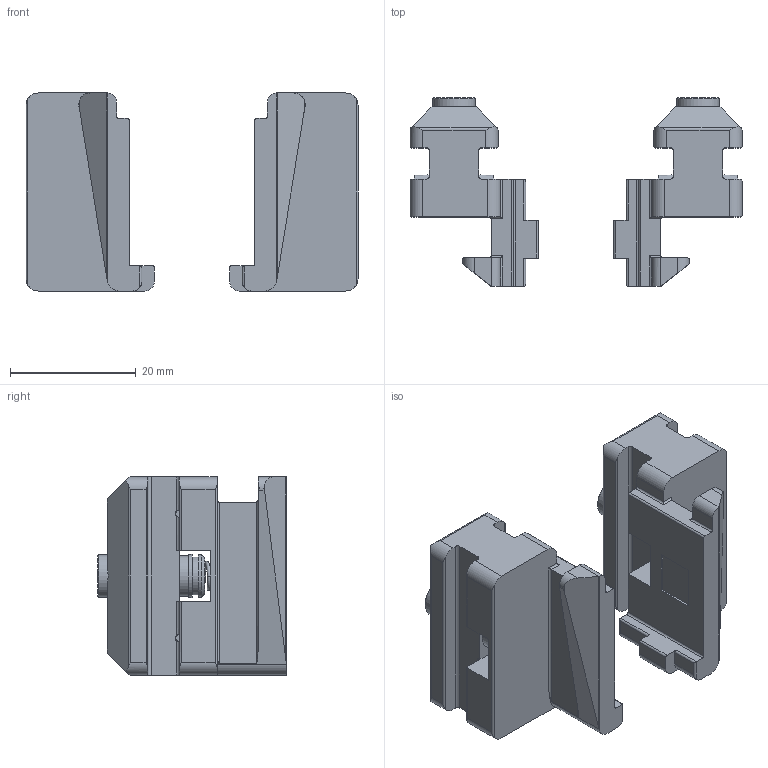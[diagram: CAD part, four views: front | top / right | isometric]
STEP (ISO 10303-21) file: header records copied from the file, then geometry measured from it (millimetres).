
FILE_DESCRIPTION(/* description */ ('STEP AP214'),/* implementation_level */ '2;1');
FILE_NAME(/* name */ '1025294.stp',/* time_stamp */ '2024-06-03T14:28:43+02:00',/* author */ ('Bo'),/* organization */ ('CADENAS'),/* preprocessor_version */ 'ST-DEVELOPER v20',/* originating_system */ 'Autodesk Inventor 2025',/* authorisation */ ' ');
FILE_SCHEMA (('AUTOMOTIVE_DESIGN { 1 0 10303 214 3 1 1 }'));
Length unit declared in the file: millimetre
Products named in the file (7): 1025294; 093084S01_button; 093084S01_spring; 093084S01_right; 093084S01_button_1; 093084S01_spring_1; 093084S01_left
Assembly tree (6 placements, depth 2):
  1025294
    093084S01_button
    093084S01_spring
    093084S01_right
    093084S01_button_1
    093084S01_spring_1
    093084S01_left
Bounding box: 52.8 x 30 x 31.5 mm (x, y, z)
Volume: 14095.6 mm3; surface area: 10833.3 mm2
Topology: 6 solids, 6 shells, 298 faces, 800 edges, 522 vertices
Faces by surface type: plane 144, cylinder 118, bspline 16, torus 14, cone 6
Full cylindrical faces by diameter (mm): 3.4 x2, 4 x4, 4.6 x2, 5 x2, 6 x2, 6.5 x2, 6.85 x6, 7.3 x2
Entity records: 12191 total; most frequent: CARTESIAN_POINT 4401, ORIENTED_EDGE 1600, DIRECTION 1532, EDGE_CURVE 800, AXIS2_PLACEMENT_3D 533, VERTEX_POINT 522, LINE 466, VECTOR 466
